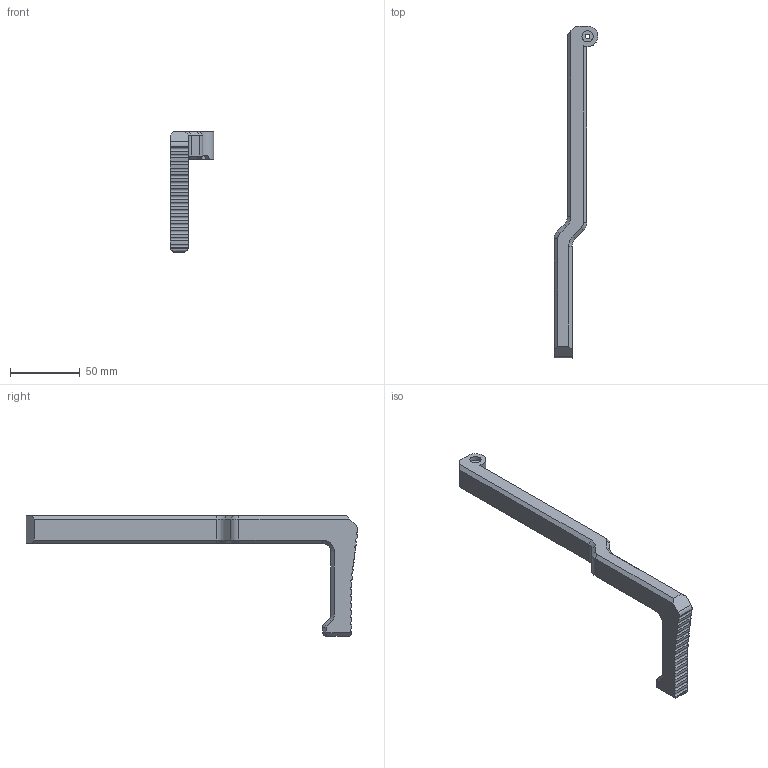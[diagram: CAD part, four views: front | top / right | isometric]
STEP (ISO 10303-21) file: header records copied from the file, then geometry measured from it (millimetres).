
FILE_DESCRIPTION(/* description */ (''),/* implementation_level */ '2;1');
FILE_NAME(/* name */ '30_Folding_Stock.step',/* time_stamp */ '2023-08-25T22:13:24+01:00',/* author */ (''),/* organization */ (''),/* preprocessor_version */ 'ST-DEVELOPER v20',/* originating_system */ 'Autodesk Translation Framework v12.9.0.99',/* authorisation */ '');
FILE_SCHEMA (('AUTOMOTIVE_DESIGN { 1 0 10303 214 3 1 1 }'));
Length unit declared in the file: millimetre
Products named in the file (1): 30. Folding Stock
Bounding box: 31.4 x 238.61 x 86.73 mm (x, y, z)
Volume: 77082 mm3; surface area: 19725.6 mm2
Topology: 1 solids, 1 shells, 110 faces, 287 edges, 180 vertices
Faces by surface type: plane 61, cylinder 33, cone 12, bspline 4
Full cylindrical faces by diameter (mm): 3.3 x1, 8 x1
Entity records: 3525 total; most frequent: CARTESIAN_POINT 757, ORIENTED_EDGE 574, DIRECTION 569, EDGE_CURVE 287, LINE 193, VECTOR 193, AXIS2_PLACEMENT_3D 188, VERTEX_POINT 180
